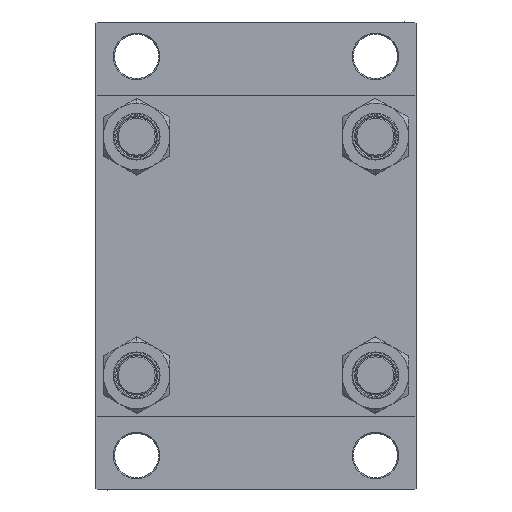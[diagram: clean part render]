
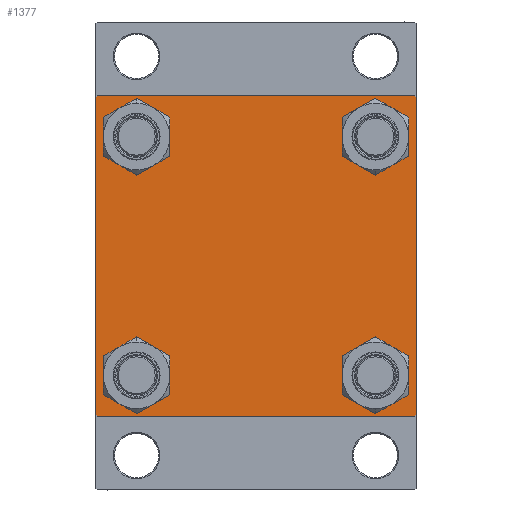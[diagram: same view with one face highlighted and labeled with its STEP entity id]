
A CAD part, left-side view. The second image highlights one B-rep face of the part: STEP entity #1377.
In plain terms, the highlighted planar face has unit normal (-1, 0, 0).
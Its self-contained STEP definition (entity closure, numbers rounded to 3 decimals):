
#30 = VERTEX_POINT ( 'NONE', #36564 ) ;
#39 = CARTESIAN_POINT ( 'NONE',  ( 0., 48.45, 48.45 ) ) ;
#287 = CARTESIAN_POINT ( 'NONE',  ( 0., 64.75, 64.75 ) ) ;
#314 = ORIENTED_EDGE ( 'NONE', *, *, #39966, .F. ) ;
#399 = CIRCLE ( 'NONE', #44976, 8.5 ) ;
#533 = DIRECTION ( 'NONE',  ( 0., 0.707, -0.707 ) ) ;
#631 = EDGE_LOOP ( 'NONE', ( #45070, #15714 ) ) ;
#649 = CARTESIAN_POINT ( 'NONE',  ( 0., -48.45, 48.45 ) ) ;
#1142 = DIRECTION ( 'NONE',  ( 0., 0., 1. ) ) ;
#1201 = AXIS2_PLACEMENT_3D ( 'NONE', #27134, #5084, #20045 ) ;
#1275 = EDGE_CURVE ( 'NONE', #26905, #30, #399, .T. ) ;
#1377 = ADVANCED_FACE ( 'NONE', ( #2921, #17860, #32804, #47956, #25465 ), #29123, .T. ) ;
#2031 = DIRECTION ( 'NONE',  ( 0., 0.707, 0.707 ) ) ;
#2259 = EDGE_CURVE ( 'NONE', #20768, #11604, #3186, .T. ) ;
#2565 = VERTEX_POINT ( 'NONE', #45204 ) ;
#2798 = ORIENTED_EDGE ( 'NONE', *, *, #11795, .T. ) ;
#2921 = FACE_BOUND ( 'NONE', #631, .T. ) ;
#2938 = EDGE_CURVE ( 'NONE', #22884, #3347, #39406, .T. ) ;
#3186 = LINE ( 'NONE', #14678, #26120 ) ;
#3250 = DIRECTION ( 'NONE',  ( 1., 0., 0. ) ) ;
#3347 = VERTEX_POINT ( 'NONE', #24466 ) ;
#3361 = CIRCLE ( 'NONE', #47138, 8.5 ) ;
#3404 = VERTEX_POINT ( 'NONE', #44257 ) ;
#3433 = CARTESIAN_POINT ( 'NONE',  ( 0., -65., 64.5 ) ) ;
#3474 = VERTEX_POINT ( 'NONE', #40103 ) ;
#3585 = VERTEX_POINT ( 'NONE', #20496 ) ;
#3798 = DIRECTION ( 'NONE',  ( 1., 0., 0. ) ) ;
#4039 = DIRECTION ( 'NONE',  ( 0., 0., 1. ) ) ;
#4215 = CARTESIAN_POINT ( 'NONE',  ( 0., 65., 65. ) ) ;
#4693 = DIRECTION ( 'NONE',  ( 0., -1., 0. ) ) ;
#5084 = DIRECTION ( 'NONE',  ( 1., 0., 0. ) ) ;
#6110 = DIRECTION ( 'NONE',  ( 1., 0., 0. ) ) ;
#6438 = EDGE_CURVE ( 'NONE', #47377, #3404, #24676, .T. ) ;
#6444 = LINE ( 'NONE', #35587, #43425 ) ;
#6843 = ORIENTED_EDGE ( 'NONE', *, *, #15941, .F. ) ;
#6868 = EDGE_CURVE ( 'NONE', #3585, #3474, #8224, .T. ) ;
#6952 = ORIENTED_EDGE ( 'NONE', *, *, #1275, .T. ) ;
#7084 = CARTESIAN_POINT ( 'NONE',  ( 0., 64.5, -65. ) ) ;
#7941 = VECTOR ( 'NONE', #29116, 1000. ) ;
#8224 = LINE ( 'NONE', #19259, #47367 ) ;
#8233 = ORIENTED_EDGE ( 'NONE', *, *, #23639, .T. ) ;
#9795 = DIRECTION ( 'NONE',  ( 0., 0., 1. ) ) ;
#9802 = VERTEX_POINT ( 'NONE', #7084 ) ;
#9945 = EDGE_LOOP ( 'NONE', ( #2798, #47913 ) ) ;
#10510 = DIRECTION ( 'NONE',  ( 0., 0., 1. ) ) ;
#11141 = CARTESIAN_POINT ( 'NONE',  ( 0., 48.45, -48.45 ) ) ;
#11316 = LINE ( 'NONE', #4215, #43667 ) ;
#11604 = VERTEX_POINT ( 'NONE', #29109 ) ;
#11795 = EDGE_CURVE ( 'NONE', #36478, #21980, #45961, .T. ) ;
#14183 = LINE ( 'NONE', #25219, #7941 ) ;
#14260 = EDGE_LOOP ( 'NONE', ( #6952, #46888 ) ) ;
#14424 = DIRECTION ( 'NONE',  ( -1., 0., 0. ) ) ;
#14678 = CARTESIAN_POINT ( 'NONE',  ( 0., -64.75, -64.75 ) ) ;
#14692 = AXIS2_PLACEMENT_3D ( 'NONE', #41076, #22498, #42529 ) ;
#14823 = DIRECTION ( 'NONE',  ( 0., 0., 1. ) ) ;
#15714 = ORIENTED_EDGE ( 'NONE', *, *, #6438, .T. ) ;
#15941 = EDGE_CURVE ( 'NONE', #2565, #38341, #11316, .T. ) ;
#15963 = AXIS2_PLACEMENT_3D ( 'NONE', #42871, #24764, #46778 ) ;
#16688 = CARTESIAN_POINT ( 'NONE',  ( 0., 48.45, -39.95 ) ) ;
#17547 = EDGE_CURVE ( 'NONE', #30, #26905, #24951, .T. ) ;
#17573 = ORIENTED_EDGE ( 'NONE', *, *, #2938, .T. ) ;
#17860 = FACE_BOUND ( 'NONE', #31065, .T. ) ;
#18102 = CARTESIAN_POINT ( 'NONE',  ( 0., -64.5, -65. ) ) ;
#18688 = LINE ( 'NONE', #287, #44771 ) ;
#19259 = CARTESIAN_POINT ( 'NONE',  ( 0., 65., 65. ) ) ;
#20038 = EDGE_CURVE ( 'NONE', #9802, #20768, #36092, .T. ) ;
#20045 = DIRECTION ( 'NONE',  ( 0., 0., 1. ) ) ;
#20496 = CARTESIAN_POINT ( 'NONE',  ( 0., 65., 64.5 ) ) ;
#20768 = VERTEX_POINT ( 'NONE', #18102 ) ;
#21980 = VERTEX_POINT ( 'NONE', #28023 ) ;
#22464 = ORIENTED_EDGE ( 'NONE', *, *, #26392, .T. ) ;
#22498 = DIRECTION ( 'NONE',  ( 1., 0., 0. ) ) ;
#22572 = ORIENTED_EDGE ( 'NONE', *, *, #34268, .T. ) ;
#22884 = VERTEX_POINT ( 'NONE', #35189 ) ;
#23639 = EDGE_CURVE ( 'NONE', #3474, #9802, #14183, .T. ) ;
#23904 = DIRECTION ( 'NONE',  ( 0., 0., -1. ) ) ;
#24379 = CARTESIAN_POINT ( 'NONE',  ( 0., -65., 65. ) ) ;
#24385 = ORIENTED_EDGE ( 'NONE', *, *, #20038, .T. ) ;
#24466 = CARTESIAN_POINT ( 'NONE',  ( 0., -48.45, -39.95 ) ) ;
#24676 = CIRCLE ( 'NONE', #1201, 8.5 ) ;
#24764 = DIRECTION ( 'NONE',  ( 1., 0., 0. ) ) ;
#24951 = CIRCLE ( 'NONE', #29618, 8.5 ) ;
#25067 = CARTESIAN_POINT ( 'NONE',  ( 0., -48.45, 39.95 ) ) ;
#25219 = CARTESIAN_POINT ( 'NONE',  ( 0., 64.75, -64.75 ) ) ;
#25465 = FACE_OUTER_BOUND ( 'NONE', #47537, .T. ) ;
#25472 = AXIS2_PLACEMENT_3D ( 'NONE', #44050, #14424, #10510 ) ;
#26120 = VECTOR ( 'NONE', #36474, 1000. ) ;
#26204 = EDGE_CURVE ( 'NONE', #3404, #47377, #38488, .T. ) ;
#26392 = EDGE_CURVE ( 'NONE', #3347, #22884, #3361, .T. ) ;
#26714 = EDGE_CURVE ( 'NONE', #2565, #3585, #18688, .T. ) ;
#26905 = VERTEX_POINT ( 'NONE', #36024 ) ;
#27134 = CARTESIAN_POINT ( 'NONE',  ( 0., -48.45, 48.45 ) ) ;
#27776 = CIRCLE ( 'NONE', #40278, 8.5 ) ;
#28023 = CARTESIAN_POINT ( 'NONE',  ( 0., 48.45, -56.95 ) ) ;
#28045 = DIRECTION ( 'NONE',  ( 0., 0., -1. ) ) ;
#28875 = ORIENTED_EDGE ( 'NONE', *, *, #2259, .T. ) ;
#29109 = CARTESIAN_POINT ( 'NONE',  ( 0., -65., -64.5 ) ) ;
#29116 = DIRECTION ( 'NONE',  ( 0., -0.707, -0.707 ) ) ;
#29123 = PLANE ( 'NONE',  #25472 ) ;
#29202 = DIRECTION ( 'NONE',  ( 0., 0., 1. ) ) ;
#29511 = DIRECTION ( 'NONE',  ( 1., 0., 0. ) ) ;
#29618 = AXIS2_PLACEMENT_3D ( 'NONE', #39, #3250, #29202 ) ;
#30298 = DIRECTION ( 'NONE',  ( 1., 0., 0. ) ) ;
#31065 = EDGE_LOOP ( 'NONE', ( #22464, #17573 ) ) ;
#32804 = FACE_BOUND ( 'NONE', #9945, .T. ) ;
#34268 = EDGE_CURVE ( 'NONE', #37380, #38341, #6444, .T. ) ;
#34615 = AXIS2_PLACEMENT_3D ( 'NONE', #649, #30298, #1142 ) ;
#34901 = EDGE_CURVE ( 'NONE', #21980, #36478, #27776, .T. ) ;
#35189 = CARTESIAN_POINT ( 'NONE',  ( 0., -48.45, -56.95 ) ) ;
#35587 = CARTESIAN_POINT ( 'NONE',  ( 0., -64.75, 64.75 ) ) ;
#36024 = CARTESIAN_POINT ( 'NONE',  ( 0., 48.45, 56.95 ) ) ;
#36092 = LINE ( 'NONE', #39769, #40658 ) ;
#36474 = DIRECTION ( 'NONE',  ( 0., -0.707, 0.707 ) ) ;
#36478 = VERTEX_POINT ( 'NONE', #16688 ) ;
#36564 = CARTESIAN_POINT ( 'NONE',  ( 0., 48.45, 39.95 ) ) ;
#37380 = VERTEX_POINT ( 'NONE', #3433 ) ;
#38341 = VERTEX_POINT ( 'NONE', #42705 ) ;
#38488 = CIRCLE ( 'NONE', #34615, 8.5 ) ;
#39406 = CIRCLE ( 'NONE', #15963, 8.5 ) ;
#39769 = CARTESIAN_POINT ( 'NONE',  ( 0., 65., -65. ) ) ;
#39966 = EDGE_CURVE ( 'NONE', #37380, #11604, #46626, .T. ) ;
#40103 = CARTESIAN_POINT ( 'NONE',  ( 0., 65., -64.5 ) ) ;
#40278 = AXIS2_PLACEMENT_3D ( 'NONE', #11141, #29511, #4039 ) ;
#40658 = VECTOR ( 'NONE', #46617, 1000. ) ;
#41076 = CARTESIAN_POINT ( 'NONE',  ( 0., 48.45, -48.45 ) ) ;
#41771 = ORIENTED_EDGE ( 'NONE', *, *, #6868, .T. ) ;
#42112 = CARTESIAN_POINT ( 'NONE',  ( 0., 48.45, 48.45 ) ) ;
#42529 = DIRECTION ( 'NONE',  ( 0., 0., 1. ) ) ;
#42705 = CARTESIAN_POINT ( 'NONE',  ( 0., -64.5, 65. ) ) ;
#42825 = VECTOR ( 'NONE', #28045, 1000. ) ;
#42871 = CARTESIAN_POINT ( 'NONE',  ( 0., -48.45, -48.45 ) ) ;
#42951 = ORIENTED_EDGE ( 'NONE', *, *, #26714, .T. ) ;
#43425 = VECTOR ( 'NONE', #2031, 1000. ) ;
#43667 = VECTOR ( 'NONE', #4693, 1000. ) ;
#43970 = CARTESIAN_POINT ( 'NONE',  ( 0., -48.45, -48.45 ) ) ;
#44050 = CARTESIAN_POINT ( 'NONE',  ( 0., 0., 0. ) ) ;
#44257 = CARTESIAN_POINT ( 'NONE',  ( 0., -48.45, 56.95 ) ) ;
#44771 = VECTOR ( 'NONE', #533, 1000. ) ;
#44976 = AXIS2_PLACEMENT_3D ( 'NONE', #42112, #6110, #9795 ) ;
#45070 = ORIENTED_EDGE ( 'NONE', *, *, #26204, .T. ) ;
#45204 = CARTESIAN_POINT ( 'NONE',  ( 0., 64.5, 65. ) ) ;
#45961 = CIRCLE ( 'NONE', #14692, 8.5 ) ;
#46617 = DIRECTION ( 'NONE',  ( 0., -1., 0. ) ) ;
#46626 = LINE ( 'NONE', #24379, #42825 ) ;
#46778 = DIRECTION ( 'NONE',  ( 0., 0., 1. ) ) ;
#46888 = ORIENTED_EDGE ( 'NONE', *, *, #17547, .T. ) ;
#47138 = AXIS2_PLACEMENT_3D ( 'NONE', #43970, #3798, #14823 ) ;
#47367 = VECTOR ( 'NONE', #23904, 1000. ) ;
#47377 = VERTEX_POINT ( 'NONE', #25067 ) ;
#47537 = EDGE_LOOP ( 'NONE', ( #41771, #8233, #24385, #28875, #314, #22572, #6843, #42951 ) ) ;
#47913 = ORIENTED_EDGE ( 'NONE', *, *, #34901, .T. ) ;
#47956 = FACE_BOUND ( 'NONE', #14260, .T. ) ;
